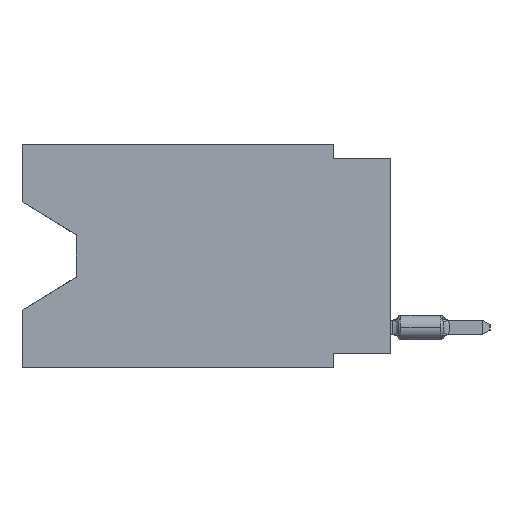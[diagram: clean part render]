
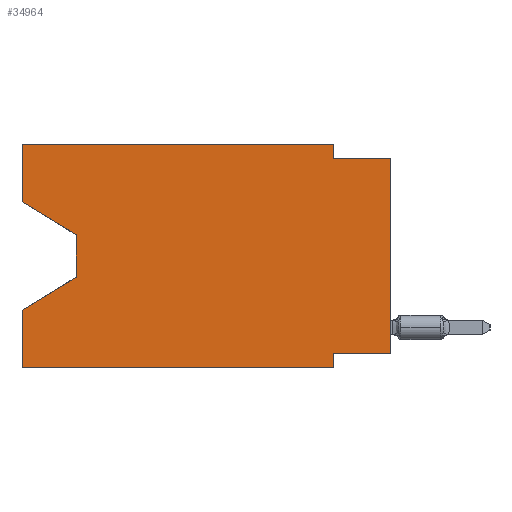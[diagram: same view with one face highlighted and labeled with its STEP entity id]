
A CAD part, left-side view. The second image highlights one B-rep face of the part: STEP entity #34964.
In plain terms, the highlighted planar face has unit normal (-1, 0, 0).
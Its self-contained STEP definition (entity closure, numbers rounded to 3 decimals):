
#252 = DIRECTION ( 'NONE',  ( 0., -1., 0. ) ) ;
#372 = CARTESIAN_POINT ( 'NONE',  ( 0., 2.54, 0. ) ) ;
#2012 = PLANE ( 'NONE',  #16155 ) ;
#4865 = LINE ( 'NONE', #50897, #69217 ) ;
#5211 = EDGE_CURVE ( 'NONE', #37405, #34846, #35489, .T. ) ;
#7743 = ORIENTED_EDGE ( 'NONE', *, *, #7834, .T. ) ;
#7834 = EDGE_CURVE ( 'NONE', #66587, #55565, #77174, .T. ) ;
#8753 = CARTESIAN_POINT ( 'NONE',  ( 0., 0., -9.271 ) ) ;
#9320 = VECTOR ( 'NONE', #15020, 1000. ) ;
#9708 = ORIENTED_EDGE ( 'NONE', *, *, #76923, .T. ) ;
#10185 = VERTEX_POINT ( 'NONE', #29203 ) ;
#10257 = VERTEX_POINT ( 'NONE', #53769 ) ;
#10684 = ORIENTED_EDGE ( 'NONE', *, *, #39473, .F. ) ;
#11131 = DIRECTION ( 'NONE',  ( 0., 0., 1. ) ) ;
#11461 = ORIENTED_EDGE ( 'NONE', *, *, #30511, .T. ) ;
#12068 = VERTEX_POINT ( 'NONE', #72811 ) ;
#12143 = EDGE_CURVE ( 'NONE', #10257, #37405, #4865, .T. ) ;
#13325 = CARTESIAN_POINT ( 'NONE',  ( 0., 13.97, -5.893 ) ) ;
#14041 = CARTESIAN_POINT ( 'NONE',  ( 0., 16.383, -9.906 ) ) ;
#14765 = VERTEX_POINT ( 'NONE', #55859 ) ;
#15020 = DIRECTION ( 'NONE',  ( 0., 1., 0. ) ) ;
#16155 = AXIS2_PLACEMENT_3D ( 'NONE', #41563, #43767, #49980 ) ;
#16700 = DIRECTION ( 'NONE',  ( 0., 0.855, -0.519 ) ) ;
#17819 = CARTESIAN_POINT ( 'NONE',  ( 0., 0., -0.635 ) ) ;
#20997 = VERTEX_POINT ( 'NONE', #26234 ) ;
#21677 = LINE ( 'NONE', #50555, #52341 ) ;
#22025 = DIRECTION ( 'NONE',  ( 0., -1., 0. ) ) ;
#22043 = CARTESIAN_POINT ( 'NONE',  ( 0., 16.383, -7.36 ) ) ;
#22161 = DIRECTION ( 'NONE',  ( 0., -0.855, -0.519 ) ) ;
#22937 = LINE ( 'NONE', #35808, #50146 ) ;
#26234 = CARTESIAN_POINT ( 'NONE',  ( 0., 13.97, -4.013 ) ) ;
#27197 = ORIENTED_EDGE ( 'NONE', *, *, #12143, .F. ) ;
#29123 = VERTEX_POINT ( 'NONE', #56905 ) ;
#29203 = CARTESIAN_POINT ( 'NONE',  ( 0., 2.54, -9.271 ) ) ;
#30238 = DIRECTION ( 'NONE',  ( 0., 0., 1. ) ) ;
#30511 = EDGE_CURVE ( 'NONE', #20997, #66587, #42456, .T. ) ;
#31965 = DIRECTION ( 'NONE',  ( 0., -1., 0. ) ) ;
#34377 = CARTESIAN_POINT ( 'NONE',  ( 0., 0., -9.271 ) ) ;
#34423 = EDGE_CURVE ( 'NONE', #29123, #20997, #52197, .T. ) ;
#34846 = VERTEX_POINT ( 'NONE', #45885 ) ;
#34964 = ADVANCED_FACE ( 'NONE', ( #43383 ), #2012, .F. ) ;
#35089 = ORIENTED_EDGE ( 'NONE', *, *, #57905, .F. ) ;
#35489 = LINE ( 'NONE', #372, #51127 ) ;
#35781 = VECTOR ( 'NONE', #31965, 1000. ) ;
#35808 = CARTESIAN_POINT ( 'NONE',  ( 0., 2.54, -9.906 ) ) ;
#36378 = VECTOR ( 'NONE', #16700, 1000. ) ;
#37405 = VERTEX_POINT ( 'NONE', #59686 ) ;
#37531 = EDGE_LOOP ( 'NONE', ( #75792, #11461, #7743, #10684, #9708, #35089, #40934, #40615, #58808, #71088, #27197, #76151 ) ) ;
#39473 = EDGE_CURVE ( 'NONE', #62148, #55565, #65377, .T. ) ;
#39741 = CARTESIAN_POINT ( 'NONE',  ( 0., 16.383, -2.546 ) ) ;
#40274 = VERTEX_POINT ( 'NONE', #34377 ) ;
#40615 = ORIENTED_EDGE ( 'NONE', *, *, #43527, .T. ) ;
#40934 = ORIENTED_EDGE ( 'NONE', *, *, #50366, .F. ) ;
#41563 = CARTESIAN_POINT ( 'NONE',  ( 0., 16.383, 0. ) ) ;
#42456 = LINE ( 'NONE', #66243, #65666 ) ;
#42836 = DIRECTION ( 'NONE',  ( 0., 0., -1. ) ) ;
#43383 = FACE_OUTER_BOUND ( 'NONE', #37531, .T. ) ;
#43527 = EDGE_CURVE ( 'NONE', #40274, #14765, #21677, .T. ) ;
#43767 = DIRECTION ( 'NONE',  ( 1., 0., 0. ) ) ;
#43952 = DIRECTION ( 'NONE',  ( 0., 0., 1. ) ) ;
#43977 = VECTOR ( 'NONE', #30238, 1000. ) ;
#45885 = CARTESIAN_POINT ( 'NONE',  ( 0., 2.54, -0.635 ) ) ;
#47497 = CARTESIAN_POINT ( 'NONE',  ( 0., 13.97, -5.893 ) ) ;
#47849 = LINE ( 'NONE', #17819, #48143 ) ;
#48143 = VECTOR ( 'NONE', #252, 1000. ) ;
#49980 = DIRECTION ( 'NONE',  ( 0., 0., -1. ) ) ;
#50146 = VECTOR ( 'NONE', #64697, 1000. ) ;
#50366 = EDGE_CURVE ( 'NONE', #40274, #10185, #68066, .T. ) ;
#50555 = CARTESIAN_POINT ( 'NONE',  ( 0., 0., 0. ) ) ;
#50897 = CARTESIAN_POINT ( 'NONE',  ( 0., 16.383, 0. ) ) ;
#51127 = VECTOR ( 'NONE', #54191, 1000. ) ;
#52197 = LINE ( 'NONE', #39741, #76116 ) ;
#52341 = VECTOR ( 'NONE', #43952, 1000. ) ;
#53769 = CARTESIAN_POINT ( 'NONE',  ( 0., 16.383, 0. ) ) ;
#54162 = EDGE_CURVE ( 'NONE', #34846, #14765, #47849, .T. ) ;
#54191 = DIRECTION ( 'NONE',  ( 0., 0., -1. ) ) ;
#55565 = VERTEX_POINT ( 'NONE', #22043 ) ;
#55859 = CARTESIAN_POINT ( 'NONE',  ( 0., 0., -0.635 ) ) ;
#56424 = EDGE_CURVE ( 'NONE', #29123, #10257, #58715, .T. ) ;
#56905 = CARTESIAN_POINT ( 'NONE',  ( 0., 16.383, -2.546 ) ) ;
#57905 = EDGE_CURVE ( 'NONE', #10185, #12068, #22937, .T. ) ;
#58715 = LINE ( 'NONE', #75161, #62196 ) ;
#58808 = ORIENTED_EDGE ( 'NONE', *, *, #54162, .F. ) ;
#59686 = CARTESIAN_POINT ( 'NONE',  ( 0., 2.54, 0. ) ) ;
#62148 = VERTEX_POINT ( 'NONE', #67869 ) ;
#62196 = VECTOR ( 'NONE', #11131, 1000. ) ;
#64697 = DIRECTION ( 'NONE',  ( 0., 0., -1. ) ) ;
#65377 = LINE ( 'NONE', #76727, #43977 ) ;
#65666 = VECTOR ( 'NONE', #42836, 1000. ) ;
#66243 = CARTESIAN_POINT ( 'NONE',  ( 0., 13.97, -4.013 ) ) ;
#66587 = VERTEX_POINT ( 'NONE', #13325 ) ;
#67488 = LINE ( 'NONE', #14041, #35781 ) ;
#67869 = CARTESIAN_POINT ( 'NONE',  ( 0., 16.383, -9.906 ) ) ;
#68066 = LINE ( 'NONE', #8753, #9320 ) ;
#69217 = VECTOR ( 'NONE', #22025, 1000. ) ;
#71088 = ORIENTED_EDGE ( 'NONE', *, *, #5211, .F. ) ;
#72811 = CARTESIAN_POINT ( 'NONE',  ( 0., 2.54, -9.906 ) ) ;
#75161 = CARTESIAN_POINT ( 'NONE',  ( 0., 16.383, 0. ) ) ;
#75792 = ORIENTED_EDGE ( 'NONE', *, *, #34423, .T. ) ;
#76116 = VECTOR ( 'NONE', #22161, 1000. ) ;
#76151 = ORIENTED_EDGE ( 'NONE', *, *, #56424, .F. ) ;
#76727 = CARTESIAN_POINT ( 'NONE',  ( 0., 16.383, 0. ) ) ;
#76923 = EDGE_CURVE ( 'NONE', #62148, #12068, #67488, .T. ) ;
#77174 = LINE ( 'NONE', #47497, #36378 ) ;
